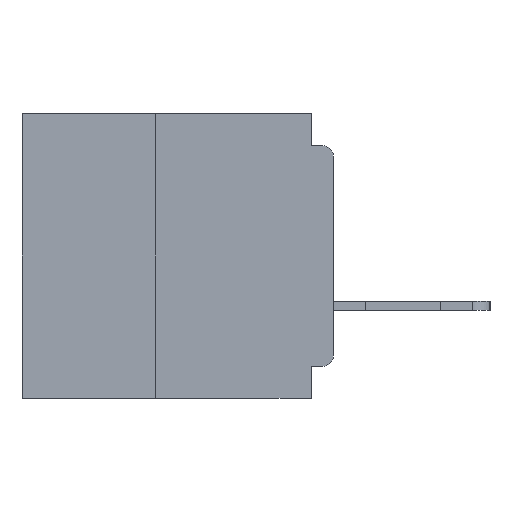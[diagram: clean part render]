
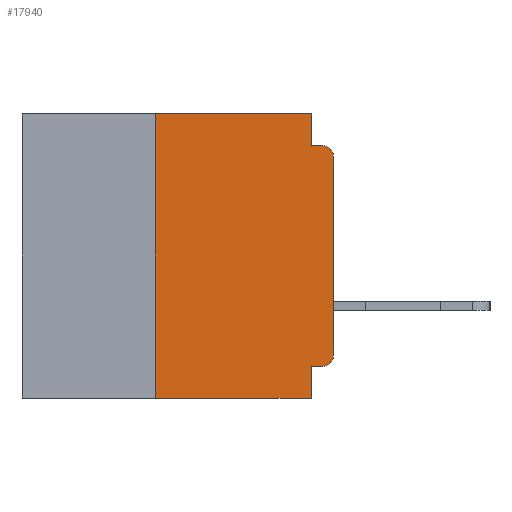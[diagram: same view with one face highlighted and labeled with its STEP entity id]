
A CAD part, left-side view. The second image highlights one B-rep face of the part: STEP entity #17940.
In plain terms, the highlighted planar face has unit normal (-1, 0, 0).
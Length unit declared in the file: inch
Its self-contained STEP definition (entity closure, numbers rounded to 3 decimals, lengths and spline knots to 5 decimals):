
#908 = LINE ( 'NONE', #19003, #43274 ) ;
#1111 = DIRECTION ( 'NONE',  ( 0., 0., -1. ) ) ;
#1337 = CARTESIAN_POINT ( 'NONE',  ( 0., 0.25, -0.4 ) ) ;
#1460 = VECTOR ( 'NONE', #30883, 39.37008 ) ;
#1586 = VECTOR ( 'NONE', #21313, 39.37008 ) ;
#1984 = DIRECTION ( 'NONE',  ( 0., 0., -1. ) ) ;
#2000 = FACE_OUTER_BOUND ( 'NONE', #13096, .T. ) ;
#2527 = LINE ( 'NONE', #30583, #1460 ) ;
#2651 = LINE ( 'NONE', #34770, #1586 ) ;
#2663 = EDGE_CURVE ( 'NONE', #21877, #16251, #2527, .T. ) ;
#3305 = CARTESIAN_POINT ( 'NONE',  ( 0., 0., 0. ) ) ;
#4663 = LINE ( 'NONE', #36896, #11450 ) ;
#6117 = VERTEX_POINT ( 'NONE', #9468 ) ;
#6279 = EDGE_CURVE ( 'NONE', #39686, #21194, #30698, .T. ) ;
#6815 = CARTESIAN_POINT ( 'NONE',  ( 0., 0.015, -0.34 ) ) ;
#6841 = DIRECTION ( 'NONE',  ( 0., -1., 0. ) ) ;
#7064 = VERTEX_POINT ( 'NONE', #9147 ) ;
#9064 = CARTESIAN_POINT ( 'NONE',  ( 0., 0.031, -0.4 ) ) ;
#9097 = CARTESIAN_POINT ( 'NONE',  ( 0., 0., -0.34 ) ) ;
#9147 = CARTESIAN_POINT ( 'NONE',  ( 0., 0.031, -0.355 ) ) ;
#9468 = CARTESIAN_POINT ( 'NONE',  ( 0., 0., -0.06 ) ) ;
#10170 = DIRECTION ( 'NONE',  ( 0., 0., -1. ) ) ;
#11024 = PLANE ( 'NONE',  #26219 ) ;
#11230 = AXIS2_PLACEMENT_3D ( 'NONE', #42030, #21959, #1984 ) ;
#11450 = VECTOR ( 'NONE', #6841, 39.37008 ) ;
#12579 = DIRECTION ( 'NONE',  ( 0., 0., -1. ) ) ;
#12911 = EDGE_CURVE ( 'NONE', #6117, #16251, #34427, .T. ) ;
#13096 = EDGE_LOOP ( 'NONE', ( #21986, #18111, #36014, #37521, #42002, #17442, #20009, #19200, #41125, #38443 ) ) ;
#15310 = VECTOR ( 'NONE', #18845, 39.37008 ) ;
#16251 = VERTEX_POINT ( 'NONE', #34796 ) ;
#17087 = EDGE_CURVE ( 'NONE', #7064, #21867, #28784, .T. ) ;
#17262 = EDGE_CURVE ( 'NONE', #37496, #21867, #4663, .T. ) ;
#17442 = ORIENTED_EDGE ( 'NONE', *, *, #27058, .F. ) ;
#17940 = ADVANCED_FACE ( 'NONE', ( #2000 ), #11024, .F. ) ;
#18111 = ORIENTED_EDGE ( 'NONE', *, *, #12911, .T. ) ;
#18845 = DIRECTION ( 'NONE',  ( 0., 0., 1. ) ) ;
#19003 = CARTESIAN_POINT ( 'NONE',  ( 0., 0., -0.355 ) ) ;
#19200 = ORIENTED_EDGE ( 'NONE', *, *, #17087, .F. ) ;
#19802 = VECTOR ( 'NONE', #12579, 39.37008 ) ;
#20009 = ORIENTED_EDGE ( 'NONE', *, *, #17262, .T. ) ;
#20243 = CARTESIAN_POINT ( 'NONE',  ( 0., 0.031, -0.045 ) ) ;
#20940 = EDGE_CURVE ( 'NONE', #21194, #6117, #41020, .T. ) ;
#21057 = DIRECTION ( 'NONE',  ( 1., 0., 0. ) ) ;
#21194 = VERTEX_POINT ( 'NONE', #9097 ) ;
#21313 = DIRECTION ( 'NONE',  ( 0., -1., 0. ) ) ;
#21867 = VERTEX_POINT ( 'NONE', #37052 ) ;
#21877 = VERTEX_POINT ( 'NONE', #20243 ) ;
#21959 = DIRECTION ( 'NONE',  ( -1., 0., 0. ) ) ;
#21986 = ORIENTED_EDGE ( 'NONE', *, *, #20940, .T. ) ;
#22368 = DIRECTION ( 'NONE',  ( 0., 0., -1. ) ) ;
#23196 = VECTOR ( 'NONE', #26689, 39.37008 ) ;
#24197 = LINE ( 'NONE', #32289, #15310 ) ;
#24201 = EDGE_CURVE ( 'NONE', #39686, #7064, #908, .T. ) ;
#25586 = CARTESIAN_POINT ( 'NONE',  ( 0., 0.031, 0. ) ) ;
#26129 = EDGE_CURVE ( 'NONE', #38286, #21877, #42105, .T. ) ;
#26219 = AXIS2_PLACEMENT_3D ( 'NONE', #37724, #21057, #1111 ) ;
#26689 = DIRECTION ( 'NONE',  ( 0., 0., 1. ) ) ;
#27058 = EDGE_CURVE ( 'NONE', #37496, #34327, #24197, .T. ) ;
#27557 = CARTESIAN_POINT ( 'NONE',  ( 0., 0.25, 0. ) ) ;
#28634 = EDGE_CURVE ( 'NONE', #34327, #38286, #2651, .T. ) ;
#28784 = LINE ( 'NONE', #9064, #19802 ) ;
#30273 = DIRECTION ( 'NONE',  ( -1., 0., 0. ) ) ;
#30583 = CARTESIAN_POINT ( 'NONE',  ( 0., 0., -0.045 ) ) ;
#30698 = CIRCLE ( 'NONE', #37617, 0.015 ) ;
#30883 = DIRECTION ( 'NONE',  ( 0., -1., 0. ) ) ;
#31338 = CARTESIAN_POINT ( 'NONE',  ( 0., 0.031, 0. ) ) ;
#32255 = VECTOR ( 'NONE', #22368, 39.37008 ) ;
#32289 = CARTESIAN_POINT ( 'NONE',  ( 0., 0.25, -0.4 ) ) ;
#32597 = DIRECTION ( 'NONE',  ( 0., 1., 0. ) ) ;
#32874 = CARTESIAN_POINT ( 'NONE',  ( 0., 0.015, -0.355 ) ) ;
#34327 = VERTEX_POINT ( 'NONE', #27557 ) ;
#34427 = CIRCLE ( 'NONE', #11230, 0.015 ) ;
#34770 = CARTESIAN_POINT ( 'NONE',  ( 0., 0.437, 0. ) ) ;
#34796 = CARTESIAN_POINT ( 'NONE',  ( 0., 0.015, -0.045 ) ) ;
#36014 = ORIENTED_EDGE ( 'NONE', *, *, #2663, .F. ) ;
#36896 = CARTESIAN_POINT ( 'NONE',  ( 0., 0.437, -0.4 ) ) ;
#37052 = CARTESIAN_POINT ( 'NONE',  ( 0., 0.031, -0.4 ) ) ;
#37496 = VERTEX_POINT ( 'NONE', #1337 ) ;
#37521 = ORIENTED_EDGE ( 'NONE', *, *, #26129, .F. ) ;
#37617 = AXIS2_PLACEMENT_3D ( 'NONE', #6815, #30273, #10170 ) ;
#37724 = CARTESIAN_POINT ( 'NONE',  ( 0., 0.437, 0. ) ) ;
#38286 = VERTEX_POINT ( 'NONE', #31338 ) ;
#38443 = ORIENTED_EDGE ( 'NONE', *, *, #6279, .T. ) ;
#39686 = VERTEX_POINT ( 'NONE', #32874 ) ;
#41020 = LINE ( 'NONE', #3305, #23196 ) ;
#41125 = ORIENTED_EDGE ( 'NONE', *, *, #24201, .F. ) ;
#42002 = ORIENTED_EDGE ( 'NONE', *, *, #28634, .F. ) ;
#42030 = CARTESIAN_POINT ( 'NONE',  ( 0., 0.015, -0.06 ) ) ;
#42105 = LINE ( 'NONE', #25586, #32255 ) ;
#43274 = VECTOR ( 'NONE', #32597, 39.37008 ) ;
